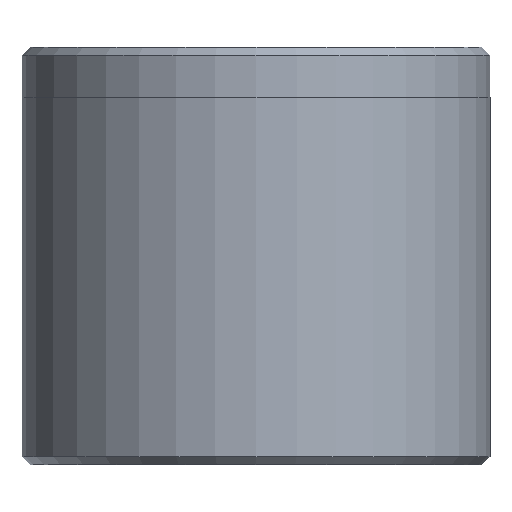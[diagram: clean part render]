
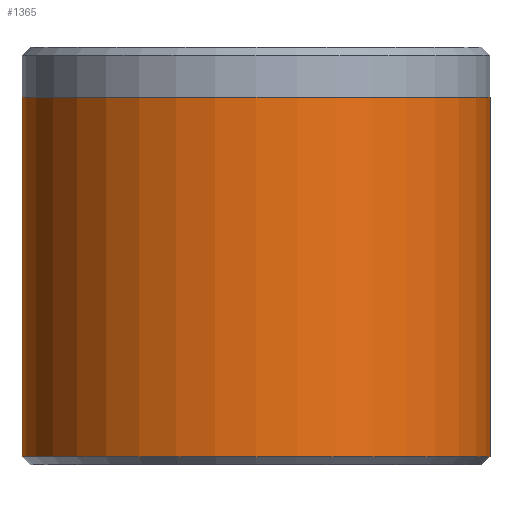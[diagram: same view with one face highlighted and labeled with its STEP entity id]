
A CAD part, front view. The second image highlights one B-rep face of the part: STEP entity #1365.
In plain terms, the highlighted cylindrical face has radius 14 mm (diameter 28 mm), a partial arc.
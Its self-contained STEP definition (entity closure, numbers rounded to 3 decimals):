
#17 = LINE ( 'NONE', #1053, #1760 ) ;
#24 = DIRECTION ( 'NONE',  ( 0., 0., -1. ) ) ;
#27 = CIRCLE ( 'NONE', #214, 14. ) ;
#46 = CARTESIAN_POINT ( 'NONE',  ( 0., 0., 25. ) ) ;
#157 = EDGE_CURVE ( 'NONE', #1047, #1605, #1694, .T. ) ;
#214 = AXIS2_PLACEMENT_3D ( 'NONE', #1465, #450, #1634 ) ;
#222 = LINE ( 'NONE', #907, #1077 ) ;
#450 = DIRECTION ( 'NONE',  ( 0., 0., 1. ) ) ;
#503 = ORIENTED_EDGE ( 'NONE', *, *, #537, .F. ) ;
#537 = EDGE_CURVE ( 'NONE', #1605, #1141, #222, .T. ) ;
#561 = DIRECTION ( 'NONE',  ( 1., 0., 0. ) ) ;
#568 = DIRECTION ( 'NONE',  ( 0., 0., 1. ) ) ;
#678 = ORIENTED_EDGE ( 'NONE', *, *, #157, .F. ) ;
#726 = EDGE_CURVE ( 'NONE', #1470, #1141, #27, .T. ) ;
#733 = CARTESIAN_POINT ( 'NONE',  ( 0., 0., 22. ) ) ;
#907 = CARTESIAN_POINT ( 'NONE',  ( 14., 0., 25. ) ) ;
#1047 = VERTEX_POINT ( 'NONE', #1886 ) ;
#1053 = CARTESIAN_POINT ( 'NONE',  ( -14., 0., 25. ) ) ;
#1072 = DIRECTION ( 'NONE',  ( 0., 0., -1. ) ) ;
#1077 = VECTOR ( 'NONE', #2093, 1000. ) ;
#1079 = CARTESIAN_POINT ( 'NONE',  ( -14., 0., 0.5 ) ) ;
#1120 = AXIS2_PLACEMENT_3D ( 'NONE', #733, #568, #561 ) ;
#1141 = VERTEX_POINT ( 'NONE', #1657 ) ;
#1291 = CARTESIAN_POINT ( 'NONE',  ( 14., 0., 22. ) ) ;
#1365 = ADVANCED_FACE ( 'NONE', ( #1466 ), #1864, .T. ) ;
#1465 = CARTESIAN_POINT ( 'NONE',  ( 0., 0., 0.5 ) ) ;
#1466 = FACE_OUTER_BOUND ( 'NONE', #1887, .T. ) ;
#1470 = VERTEX_POINT ( 'NONE', #1079 ) ;
#1497 = ORIENTED_EDGE ( 'NONE', *, *, #726, .T. ) ;
#1605 = VERTEX_POINT ( 'NONE', #1291 ) ;
#1628 = ORIENTED_EDGE ( 'NONE', *, *, #2181, .T. ) ;
#1634 = DIRECTION ( 'NONE',  ( 1., 0., 0. ) ) ;
#1657 = CARTESIAN_POINT ( 'NONE',  ( 14., 0., 0.5 ) ) ;
#1694 = CIRCLE ( 'NONE', #1120, 14. ) ;
#1710 = AXIS2_PLACEMENT_3D ( 'NONE', #46, #1072, #2083 ) ;
#1760 = VECTOR ( 'NONE', #24, 1000. ) ;
#1864 = CYLINDRICAL_SURFACE ( 'NONE', #1710, 14. ) ;
#1886 = CARTESIAN_POINT ( 'NONE',  ( -14., 0., 22. ) ) ;
#1887 = EDGE_LOOP ( 'NONE', ( #503, #678, #1628, #1497 ) ) ;
#2083 = DIRECTION ( 'NONE',  ( -1., 0., 0. ) ) ;
#2093 = DIRECTION ( 'NONE',  ( 0., 0., -1. ) ) ;
#2181 = EDGE_CURVE ( 'NONE', #1047, #1470, #17, .T. ) ;
